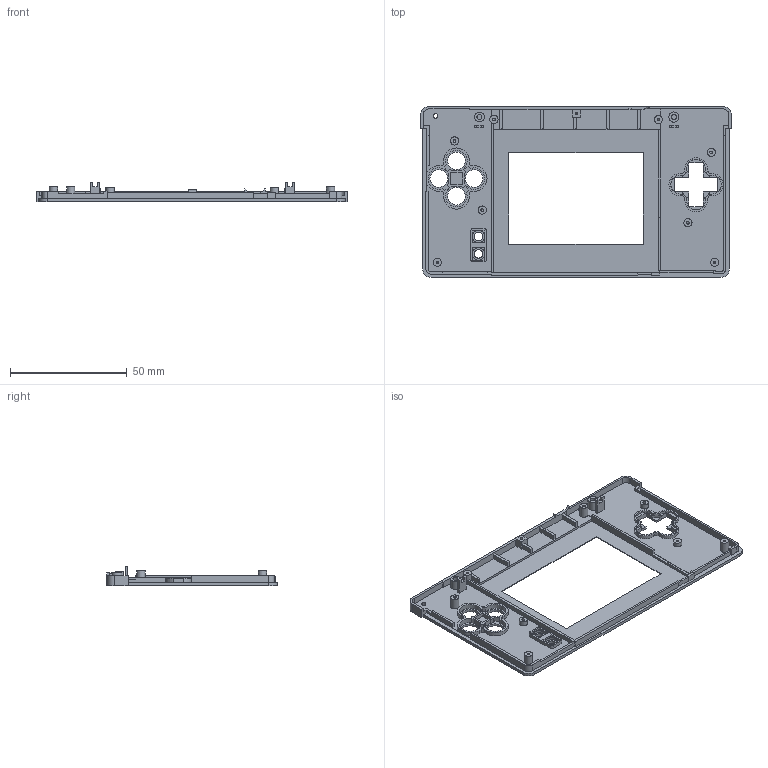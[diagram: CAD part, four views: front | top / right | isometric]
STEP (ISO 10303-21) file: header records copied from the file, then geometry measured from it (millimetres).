
FILE_DESCRIPTION(/* description */ (''),/* implementation_level */ '2;1');
FILE_NAME(/* name */ 'Faceplate.step',/* time_stamp */ '2016-09-07T13:05:10-07:00',/* author */ (''),/* organization */ (''),/* preprocessor_version */ 'ST-DEVELOPER v16.5',/* originating_system */ 'Autodesk Translation Framework v5.1.0.2740',/* authorisation */ '');
FILE_SCHEMA (('AUTOMOTIVE_DESIGN { 1 0 10303 214 3 1 1 }'));
Length unit declared in the file: centimetre
Products named in the file (2): Faceplate v2; Main
Assembly tree (1 placements, depth 2):
  Faceplate v2
    Main
Bounding box: 133 x 73.15 x 8.2 mm (x, y, z)
Volume: 9688.9 mm3; surface area: 19449.3 mm2
Topology: 1 solids, 2 shells, 338 faces, 919 edges, 605 vertices
Faces by surface type: plane 248, cylinder 81, cone 9
Full cylindrical faces by diameter (mm): 1.15 x9, 2 x1, 2.15 x2, 3.5 x8, 3.65 x2, 4.2 x1, 4.35 x1, 5.35 x2, 7.55 x4
Entity records: 10223 total; most frequent: CARTESIAN_POINT 1773, DIRECTION 1716, ORIENTED_EDGE 1706, EDGE_CURVE 853, LINE 672, VECTOR 672, VERTEX_POINT 579, AXIS2_PLACEMENT_3D 522
